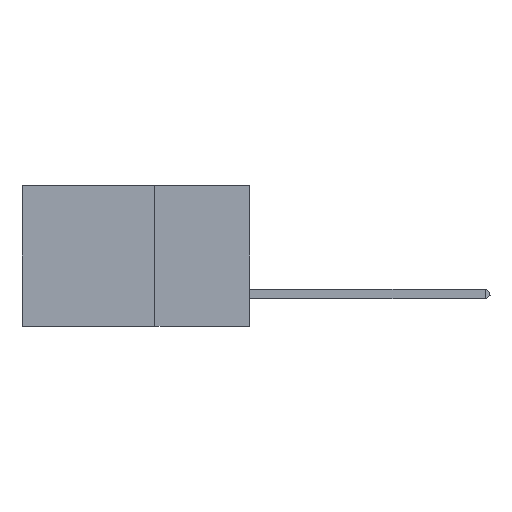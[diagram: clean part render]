
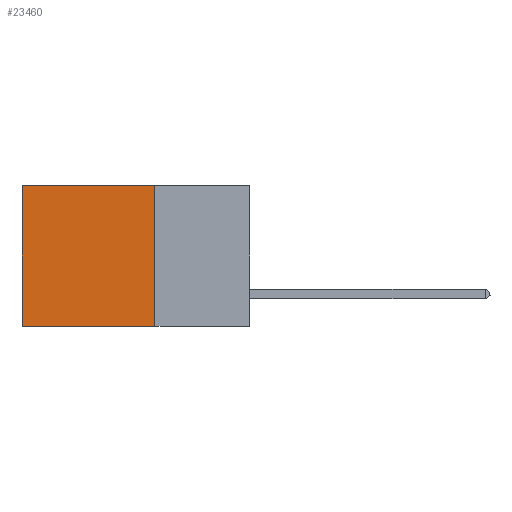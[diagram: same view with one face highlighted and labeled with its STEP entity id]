
A CAD part, left-side view. The second image highlights one B-rep face of the part: STEP entity #23460.
In plain terms, the highlighted planar face has unit normal (-1, 0, 0).
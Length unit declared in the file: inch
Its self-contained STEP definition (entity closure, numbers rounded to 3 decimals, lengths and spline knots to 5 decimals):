
#1530 = LINE ( 'NONE', #5022, #10252 ) ;
#1863 = VERTEX_POINT ( 'NONE', #2440 ) ;
#2440 = CARTESIAN_POINT ( 'NONE',  ( 0.2875, 0.6, -0.37 ) ) ;
#3384 = DIRECTION ( 'NONE',  ( 0., 1., 0. ) ) ;
#3529 = CARTESIAN_POINT ( 'NONE',  ( 0.2875, 0.25, -0.37 ) ) ;
#3768 = LINE ( 'NONE', #13810, #9553 ) ;
#5022 = CARTESIAN_POINT ( 'NONE',  ( 0.2875, 0.25, -0.37 ) ) ;
#7064 = VERTEX_POINT ( 'NONE', #19530 ) ;
#7411 = VECTOR ( 'NONE', #24087, 39.37008 ) ;
#8060 = DIRECTION ( 'NONE',  ( 1., 0., 0. ) ) ;
#9247 = ORIENTED_EDGE ( 'NONE', *, *, #19236, .F. ) ;
#9492 = LINE ( 'NONE', #14165, #10670 ) ;
#9553 = VECTOR ( 'NONE', #19538, 39.37008 ) ;
#10252 = VECTOR ( 'NONE', #3384, 39.37008 ) ;
#10427 = DIRECTION ( 'NONE',  ( 0., 0., -1. ) ) ;
#10670 = VECTOR ( 'NONE', #10427, 39.37008 ) ;
#13605 = CARTESIAN_POINT ( 'NONE',  ( 0.2875, 0.6, 0. ) ) ;
#13620 = CARTESIAN_POINT ( 'NONE',  ( 0.2875, 0.25, 0. ) ) ;
#13810 = CARTESIAN_POINT ( 'NONE',  ( 0.2875, 0.25, 0. ) ) ;
#14165 = CARTESIAN_POINT ( 'NONE',  ( 0.2875, 0.25, 0. ) ) ;
#15664 = ORIENTED_EDGE ( 'NONE', *, *, #18468, .T. ) ;
#16075 = FACE_OUTER_BOUND ( 'NONE', #21820, .T. ) ;
#16740 = VERTEX_POINT ( 'NONE', #13605 ) ;
#16884 = AXIS2_PLACEMENT_3D ( 'NONE', #13620, #8060, #17498 ) ;
#17070 = ORIENTED_EDGE ( 'NONE', *, *, #18067, .F. ) ;
#17498 = DIRECTION ( 'NONE',  ( 0., 0., -1. ) ) ;
#17578 = PLANE ( 'NONE',  #16884 ) ;
#18067 = EDGE_CURVE ( 'NONE', #7064, #24232, #9492, .T. ) ;
#18468 = EDGE_CURVE ( 'NONE', #16740, #1863, #22341, .T. ) ;
#19236 = EDGE_CURVE ( 'NONE', #24232, #1863, #1530, .T. ) ;
#19530 = CARTESIAN_POINT ( 'NONE',  ( 0.2875, 0.25, 0. ) ) ;
#19538 = DIRECTION ( 'NONE',  ( 0., 1., 0. ) ) ;
#20564 = CARTESIAN_POINT ( 'NONE',  ( 0.2875, 0.6, 0. ) ) ;
#20809 = ORIENTED_EDGE ( 'NONE', *, *, #23939, .T. ) ;
#21820 = EDGE_LOOP ( 'NONE', ( #15664, #9247, #17070, #20809 ) ) ;
#22341 = LINE ( 'NONE', #20564, #7411 ) ;
#23460 = ADVANCED_FACE ( 'NONE', ( #16075 ), #17578, .F. ) ;
#23939 = EDGE_CURVE ( 'NONE', #7064, #16740, #3768, .T. ) ;
#24087 = DIRECTION ( 'NONE',  ( 0., 0., -1. ) ) ;
#24232 = VERTEX_POINT ( 'NONE', #3529 ) ;
